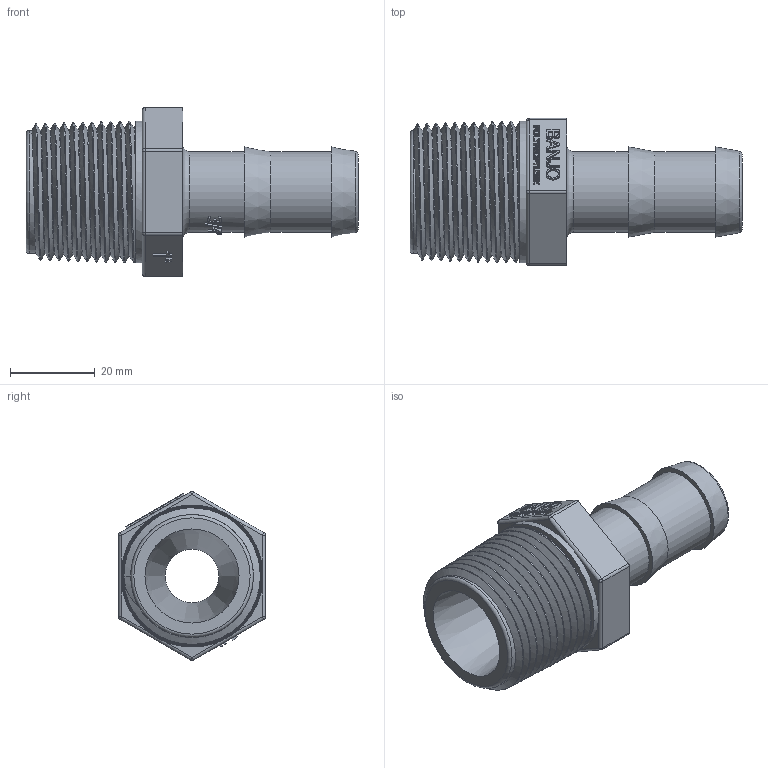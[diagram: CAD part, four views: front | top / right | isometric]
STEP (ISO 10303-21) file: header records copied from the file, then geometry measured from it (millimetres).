
FILE_DESCRIPTION(/* description */ ('1" NPT THREAD X 3/4" HOSE BARB'),/* implementation_level */ '2;1');
FILE_NAME(/* name */ 'hb100-075.stp',/* time_stamp */ '2013-10-16T10:14:29-04:00',/* author */ ('DCerny'),/* organization */ (''),/* preprocessor_version */ 'ST-DEVELOPER v15.2',/* originating_system */ 'Autodesk Inventor 2014',/* authorisation */ '');
FILE_SCHEMA (('AUTOMOTIVE_DESIGN { 1 0 10303 214 3 1 1 }'));
Length unit declared in the file: inch
Products named in the file (1): HB100-075
Bounding box: 78.49 x 34.8 x 39.95 mm (x, y, z)
Volume: 29882 mm3; surface area: 13561.6 mm2
Topology: 1 solids, 1 shells, 399 faces, 1044 edges, 687 vertices
Faces by surface type: plane 228, bspline 121, cylinder 24, cone 17, sphere 6, torus 3
Full cylindrical faces by diameter (mm): 12.7 x1, 19.05 x2, 33.528 x1
Entity records: 21125 total; most frequent: CARTESIAN_POINT 12496, ORIENTED_EDGE 1992, DIRECTION 1317, EDGE_CURVE 996, VERTEX_POINT 662, LINE 653, VECTOR 653, EDGE_LOOP 440
